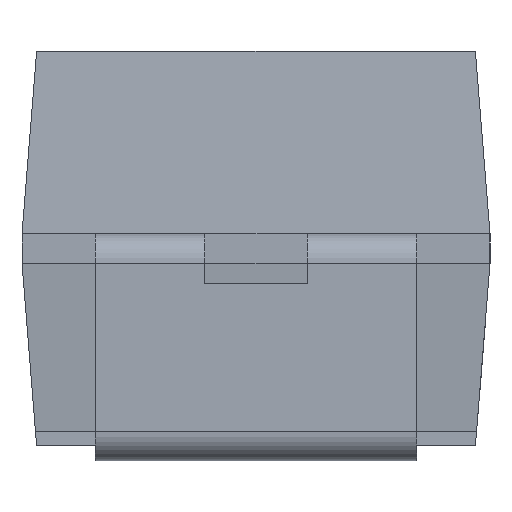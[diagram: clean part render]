
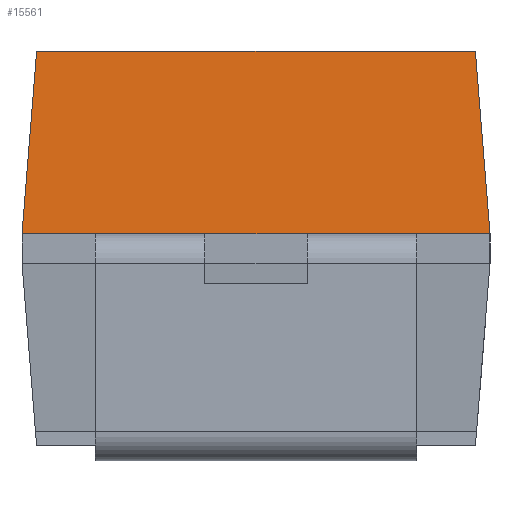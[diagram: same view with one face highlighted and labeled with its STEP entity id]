
A CAD part, left-side view. The second image highlights one B-rep face of the part: STEP entity #15561.
In plain terms, the highlighted planar face has unit normal (-0.997, 0, 0.08).
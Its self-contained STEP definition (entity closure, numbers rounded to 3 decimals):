
#91 = LINE ( 'NONE', #8235, #13081 ) ;
#371 = DIRECTION ( 'NONE',  ( -0.079, -0.079, -0.994 ) ) ;
#1807 = DIRECTION ( 'NONE',  ( -0.079, 0.079, -0.994 ) ) ;
#1898 = DIRECTION ( 'NONE',  ( 0., 1., 0. ) ) ;
#2086 = LINE ( 'NONE', #15036, #11869 ) ;
#2725 = CARTESIAN_POINT ( 'NONE',  ( -2.8, -1.1, 0.1 ) ) ;
#3496 = CARTESIAN_POINT ( 'NONE',  ( -2.8, 1.6, 0.1 ) ) ;
#4130 = EDGE_CURVE ( 'NONE', #8314, #14003, #17805, .T. ) ;
#4887 = EDGE_CURVE ( 'NONE', #14395, #17311, #14748, .T. ) ;
#5086 = LINE ( 'NONE', #16576, #12208 ) ;
#5185 = DIRECTION ( 'NONE',  ( 0., 1., 0. ) ) ;
#6690 = EDGE_CURVE ( 'NONE', #7271, #17311, #10301, .T. ) ;
#6716 = DIRECTION ( 'NONE',  ( 0., -1., 0. ) ) ;
#6963 = AXIS2_PLACEMENT_3D ( 'NONE', #15267, #17165, #13883 ) ;
#7235 = FACE_OUTER_BOUND ( 'NONE', #15680, .T. ) ;
#7271 = VERTEX_POINT ( 'NONE', #16209 ) ;
#7281 = ORIENTED_EDGE ( 'NONE', *, *, #6690, .F. ) ;
#7361 = VECTOR ( 'NONE', #16646, 1000. ) ;
#8235 = CARTESIAN_POINT ( 'NONE',  ( -2.8, -1.1, 0.1 ) ) ;
#8300 = ORIENTED_EDGE ( 'NONE', *, *, #18571, .F. ) ;
#8314 = VERTEX_POINT ( 'NONE', #19064 ) ;
#8808 = DIRECTION ( 'NONE',  ( 0., 1., 0. ) ) ;
#8947 = PLANE ( 'NONE',  #6963 ) ;
#9103 = VECTOR ( 'NONE', #1807, 1000. ) ;
#10224 = CARTESIAN_POINT ( 'NONE',  ( -2.7, -1.6, 1.35 ) ) ;
#10301 = LINE ( 'NONE', #11693, #19394 ) ;
#10373 = ORIENTED_EDGE ( 'NONE', *, *, #12832, .F. ) ;
#11368 = ORIENTED_EDGE ( 'NONE', *, *, #19985, .F. ) ;
#11693 = CARTESIAN_POINT ( 'NONE',  ( -2.8, 1.6, 0.1 ) ) ;
#11869 = VECTOR ( 'NONE', #371, 1000. ) ;
#11946 = CARTESIAN_POINT ( 'NONE',  ( -2.8, -1.6, 0.1 ) ) ;
#12208 = VECTOR ( 'NONE', #5185, 1000. ) ;
#12385 = VERTEX_POINT ( 'NONE', #2725 ) ;
#12832 = EDGE_CURVE ( 'NONE', #12385, #8314, #91, .T. ) ;
#13081 = VECTOR ( 'NONE', #1898, 1000. ) ;
#13160 = VECTOR ( 'NONE', #6716, 1000. ) ;
#13182 = ORIENTED_EDGE ( 'NONE', *, *, #18158, .F. ) ;
#13236 = CARTESIAN_POINT ( 'NONE',  ( -2.8, -1.1, 0.1 ) ) ;
#13290 = ORIENTED_EDGE ( 'NONE', *, *, #4887, .T. ) ;
#13375 = LINE ( 'NONE', #13482, #16562 ) ;
#13482 = CARTESIAN_POINT ( 'NONE',  ( -2.8, -1.1, 0.1 ) ) ;
#13883 = DIRECTION ( 'NONE',  ( 0., 1., 0. ) ) ;
#13892 = CARTESIAN_POINT ( 'NONE',  ( -2.7, -1.5, 1.35 ) ) ;
#14003 = VERTEX_POINT ( 'NONE', #19845 ) ;
#14395 = VERTEX_POINT ( 'NONE', #15542 ) ;
#14748 = LINE ( 'NONE', #17942, #9103 ) ;
#14817 = LINE ( 'NONE', #10224, #13160 ) ;
#15036 = CARTESIAN_POINT ( 'NONE',  ( -2.691, -1.491, 1.468 ) ) ;
#15267 = CARTESIAN_POINT ( 'NONE',  ( -2.7, 0., 1.35 ) ) ;
#15542 = CARTESIAN_POINT ( 'NONE',  ( -2.7, 1.5, 1.35 ) ) ;
#15561 = ADVANCED_FACE ( 'NONE', ( #7235 ), #8947, .T. ) ;
#15680 = EDGE_LOOP ( 'NONE', ( #13290, #7281, #8300, #16934, #10373, #20397, #11368, #13182 ) ) ;
#16209 = CARTESIAN_POINT ( 'NONE',  ( -2.8, 1.1, 0.1 ) ) ;
#16562 = VECTOR ( 'NONE', #19879, 1000. ) ;
#16576 = CARTESIAN_POINT ( 'NONE',  ( -2.8, 1.6, 0.1 ) ) ;
#16646 = DIRECTION ( 'NONE',  ( 0., 1., 0. ) ) ;
#16934 = ORIENTED_EDGE ( 'NONE', *, *, #4130, .F. ) ;
#17165 = DIRECTION ( 'NONE',  ( -0.997, 0., 0.08 ) ) ;
#17311 = VERTEX_POINT ( 'NONE', #3496 ) ;
#17805 = LINE ( 'NONE', #13236, #7361 ) ;
#17942 = CARTESIAN_POINT ( 'NONE',  ( -2.683, 1.483, 1.563 ) ) ;
#18158 = EDGE_CURVE ( 'NONE', #14395, #18845, #14817, .T. ) ;
#18323 = VERTEX_POINT ( 'NONE', #11946 ) ;
#18571 = EDGE_CURVE ( 'NONE', #14003, #7271, #13375, .T. ) ;
#18845 = VERTEX_POINT ( 'NONE', #13892 ) ;
#19064 = CARTESIAN_POINT ( 'NONE',  ( -2.8, -0.35, 0.1 ) ) ;
#19394 = VECTOR ( 'NONE', #8808, 1000. ) ;
#19756 = EDGE_CURVE ( 'NONE', #18323, #12385, #5086, .T. ) ;
#19845 = CARTESIAN_POINT ( 'NONE',  ( -2.8, 0.35, 0.1 ) ) ;
#19879 = DIRECTION ( 'NONE',  ( 0., 1., 0. ) ) ;
#19985 = EDGE_CURVE ( 'NONE', #18845, #18323, #2086, .T. ) ;
#20397 = ORIENTED_EDGE ( 'NONE', *, *, #19756, .F. ) ;
